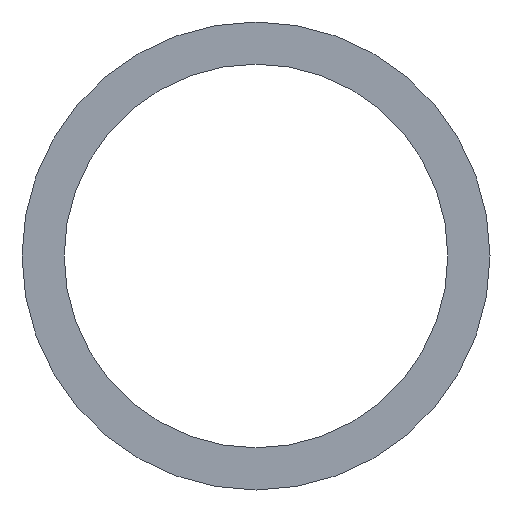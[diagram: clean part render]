
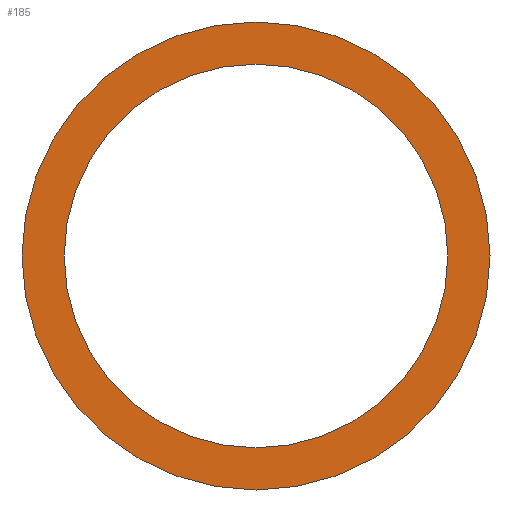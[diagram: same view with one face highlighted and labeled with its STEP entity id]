
A CAD part, front view. The second image highlights one B-rep face of the part: STEP entity #185.
In plain terms, the highlighted planar face has unit normal (0, -1, 0).
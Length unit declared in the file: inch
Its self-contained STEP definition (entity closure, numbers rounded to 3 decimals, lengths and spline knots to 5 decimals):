
#3 = CARTESIAN_POINT ( 'NONE',  ( 0., 0., 0. ) ) ;
#7 = DIRECTION ( 'NONE',  ( 0., 0., 1. ) ) ;
#12 = VERTEX_POINT ( 'NONE', #245 ) ;
#17 = VERTEX_POINT ( 'NONE', #193 ) ;
#24 = DIRECTION ( 'NONE',  ( 0., 0., 1. ) ) ;
#31 = VERTEX_POINT ( 'NONE', #38 ) ;
#32 = DIRECTION ( 'NONE',  ( 0., 1., 0. ) ) ;
#36 = CARTESIAN_POINT ( 'NONE',  ( 0., 0., -0.49985 ) ) ;
#38 = CARTESIAN_POINT ( 'NONE',  ( 0., 0., 0.40985 ) ) ;
#42 = CIRCLE ( 'NONE', #136, 0.49985 ) ;
#48 = EDGE_LOOP ( 'NONE', ( #214, #128 ) ) ;
#75 = ORIENTED_EDGE ( 'NONE', *, *, #242, .F. ) ;
#81 = DIRECTION ( 'NONE',  ( 0., 1., 0. ) ) ;
#91 = CIRCLE ( 'NONE', #169, 0.40985 ) ;
#104 = DIRECTION ( 'NONE',  ( 0., 1., 0. ) ) ;
#107 = CARTESIAN_POINT ( 'NONE',  ( 0., 0., 0. ) ) ;
#109 = PLANE ( 'NONE',  #182 ) ;
#112 = CARTESIAN_POINT ( 'NONE',  ( 0., 0., 0. ) ) ;
#113 = CIRCLE ( 'NONE', #173, 0.40985 ) ;
#128 = ORIENTED_EDGE ( 'NONE', *, *, #239, .T. ) ;
#133 = DIRECTION ( 'NONE',  ( 0., 1., 0. ) ) ;
#136 = AXIS2_PLACEMENT_3D ( 'NONE', #164, #104, #179 ) ;
#149 = DIRECTION ( 'NONE',  ( 0., 0., 1. ) ) ;
#156 = ORIENTED_EDGE ( 'NONE', *, *, #224, .F. ) ;
#160 = VERTEX_POINT ( 'NONE', #36 ) ;
#164 = CARTESIAN_POINT ( 'NONE',  ( 0., 0., 0. ) ) ;
#165 = CARTESIAN_POINT ( 'NONE',  ( 0., 0., 0. ) ) ;
#169 = AXIS2_PLACEMENT_3D ( 'NONE', #3, #81, #235 ) ;
#173 = AXIS2_PLACEMENT_3D ( 'NONE', #165, #213, #24 ) ;
#179 = DIRECTION ( 'NONE',  ( 0., 0., 1. ) ) ;
#181 = AXIS2_PLACEMENT_3D ( 'NONE', #107, #32, #7 ) ;
#182 = AXIS2_PLACEMENT_3D ( 'NONE', #112, #133, #149 ) ;
#185 = ADVANCED_FACE ( 'NONE', ( #186, #248 ), #109, .F. ) ;
#186 = FACE_OUTER_BOUND ( 'NONE', #207, .T. ) ;
#193 = CARTESIAN_POINT ( 'NONE',  ( 0., 0., -0.40985 ) ) ;
#207 = EDGE_LOOP ( 'NONE', ( #75, #156 ) ) ;
#209 = CIRCLE ( 'NONE', #181, 0.49985 ) ;
#213 = DIRECTION ( 'NONE',  ( 0., 1., 0. ) ) ;
#214 = ORIENTED_EDGE ( 'NONE', *, *, #233, .T. ) ;
#224 = EDGE_CURVE ( 'NONE', #12, #160, #209, .T. ) ;
#233 = EDGE_CURVE ( 'NONE', #17, #31, #113, .T. ) ;
#235 = DIRECTION ( 'NONE',  ( 0., 0., 1. ) ) ;
#239 = EDGE_CURVE ( 'NONE', #31, #17, #91, .T. ) ;
#242 = EDGE_CURVE ( 'NONE', #160, #12, #42, .T. ) ;
#245 = CARTESIAN_POINT ( 'NONE',  ( 0., 0., 0.49985 ) ) ;
#248 = FACE_BOUND ( 'NONE', #48, .T. ) ;
